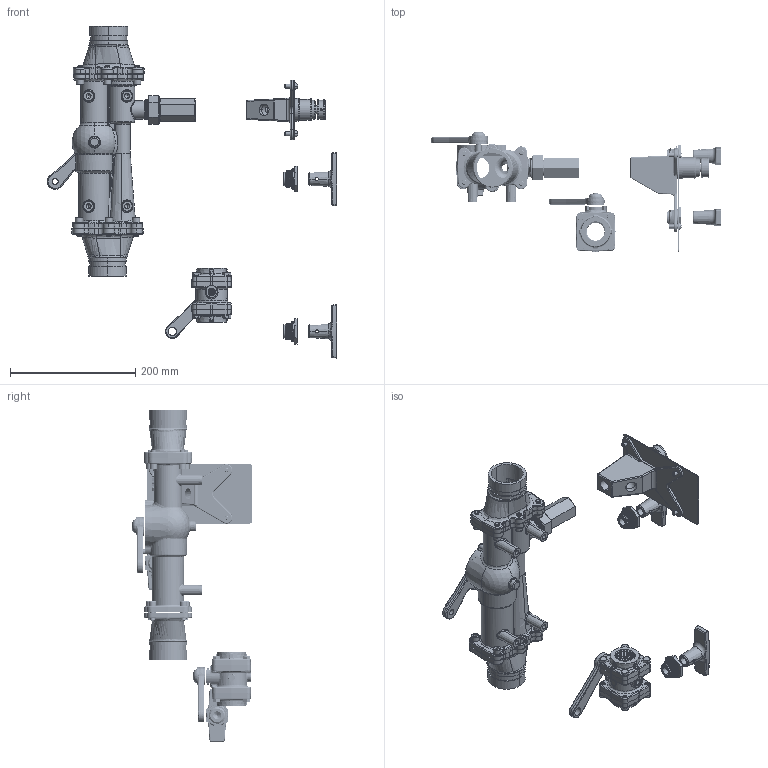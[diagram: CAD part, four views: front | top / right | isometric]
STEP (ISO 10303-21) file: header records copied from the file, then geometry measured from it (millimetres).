
FILE_DESCRIPTION (( 'STEP AP203' ), '1' );
FILE_NAME ('240-P_60-90-125.STEP', '2012-09-18T17:45:37', ( '' ), ( '' ), 'SwSTEP 2.0', 'SolidWorks 2012', '' );
FILE_SCHEMA (( 'CONFIG_CONTROL_DESIGN' ));
Products named in the file (37): 240-P_60-90-125; Products.Foam Eductors.240-240-P240-P By-Pass Eductor Pumper240-P 95 (03971701)30NULL; Release.Details 60000 - 64999-Details 60000 - 649990.312-18 X 0.875 SOC CAP SCR SS6107900040NULL; Release-Details 10000 - 14999Adapter - Victaulic Inlet _ Outlet 240-P1049600110NULL; Hardware.Screws-Machine ScrewsScrew-Mach (10-32 x 0.375-lg) Soc Hd Cap SS6379500010NULL; Release-Details 35000 - 39999Handle - Remote (3.5 CD)3616600110NULL; Release-Details 35000 - 39999Handle -T-3629800110NULL; Products.Foam Eductors.240-240-P775-11 Rod Guide Sub-Assy775-11 (03953004)30NULL; Release-Details 10000 - 14999Adapter - Panel (Rod Guide)1078400410NULL; Release-Details 15000 - 19999Bushing for 775-111665300110NULL; Release-Details 45000 - 49999Nut - Conduit 0.7504741300010NULL; Products.Valves.2800_800 Series-890890 01-01-D Ball Valve Assy890 01-01-D (01626501)20NULL; Release-Details 50000 - 54999Plate - Stop5181300110NULL; Release-Details 15000 - 19999Body - Valve 1.01632700110NULL; Hardware.Screws-Machine ScrewsScrew-Mach (0.250-20 x 0.750-lg) Hex Hd6114400010NULL; Products.Valves.2900 Series-Elkhart EndcapsCap - End (01) 1.0 NPTF2007600110NULL; Hardware.Screws-Machine ScrewsScrew-Mach (10-24 x 0.500-lg) Soc Hd Cap Steel61036000B20NULL; Release.Details 70000 - 74999-Details 70000 - 74999Washer-Handle (Brass)7108200020NULL; Release-Details 35000 - 39999Handle Remote - D Style3600400110NULL; Release-Details 50000 - 54999Plate - Eductor Instruction51794XXX (for Website Only)10NULL; Hardware.Screws-Machine ScrewsScrew-Mach (0.250-20 x 0.625-lg) Rd Hd6118100510NULL; Release.Details 80000 - 84999-Details 80000 - 8499995GPM Metering Body Sub 240-P80775001120NULL; Release-Details 40000 - 44999Knob - Metering4202700150NULL; Release-Details 35000 - 39999Notched Insert 95GPM3910200110NULL; Release-Details 15000 - 19999Holder - Stem1617900110NULL; Release-Details 15000 - 19999Body - Metering (241-P)1706700130NULL; Release-Details 60000 - 64999Metering Stem6189400110NULL; Release-Details 35000 - 39999Instruction Plate 240 24139072000 (For Website Only)10NULL; Release.Details 80000 - 84999-Details 80000 - 84999Combination Adapter - Check Valve 240-P8060100120NULL; Release-Details 15000 - 19999Body - Check Valve1671400110NULL; Release-Details 45000 - 49999Nut - Connector4737400110NULL; Release-Details 10000 - 14999Adapter - Misc (Check Valve)1079700110NULL; Products.Foam Eductors.240-240-95 gpm240-95 GPM Eductor Body Sub-Assy8052100120NULL; Release-Details 50000 - 54999Plate - Cover5140100110NULL; Release-Details 55000 - 59999Ring - Lock _ Valve Seat5726700110NULL; Release-Details 35000 - 3999990GPM Inlet Insert3902700120NULL; Products.Foam Eductors.240-240-95 gpmBody - Eductor 240-951706400120NULL
Assembly tree (64 placements, depth 4):
  240-P_60-90-125
    Products.Foam Eductors.240-240-P240-P By-Pass Eductor Pumper240-P 95 (03971701)30NULL
      Products.Foam Eductors.240-240-95 gpm240-95 GPM Eductor Body Sub-Assy8052100120NULL
        Products.Foam Eductors.240-240-95 gpmBody - Eductor 240-951706400120NULL
        Release-Details 35000 - 3999990GPM Inlet Insert3902700120NULL
        Release-Details 55000 - 59999Ring - Lock _ Valve Seat5726700110NULL
        Release-Details 50000 - 54999Plate - Cover5140100110NULL
      Release.Details 80000 - 84999-Details 80000 - 84999Combination Adapter - Check Valve 240-P8060100120NULL
        Release-Details 10000 - 14999Adapter - Misc (Check Valve)1079700110NULL
        Release-Details 45000 - 49999Nut - Connector4737400110NULL
        Release-Details 15000 - 19999Body - Check Valve1671400110NULL
      Release.Details 80000 - 84999-Details 80000 - 8499995GPM Metering Body Sub 240-P80775001120NULL
        Release-Details 35000 - 39999Instruction Plate 240 24139072000 (For Website Only)10NULL
        Release-Details 60000 - 64999Metering Stem6189400110NULL
        Release-Details 15000 - 19999Body - Metering (241-P)1706700130NULL
        Release-Details 15000 - 19999Holder - Stem1617900110NULL
        Release-Details 35000 - 39999Notched Insert 95GPM3910200110NULL
        Release-Details 40000 - 44999Knob - Metering4202700150NULL
      Hardware.Screws-Machine ScrewsScrew-Mach (0.250-20 x 0.625-lg) Rd Hd6118100510NULL  x4
      Release-Details 50000 - 54999Plate - Eductor Instruction51794XXX (for Website Only)10NULL
      Products.Valves.2800_800 Series-890890 01-01-D Ball Valve Assy890 01-01-D (01626501)20NULL
        Release-Details 35000 - 39999Handle Remote - D Style3600400110NULL
        Release.Details 70000 - 74999-Details 70000 - 74999Washer-Handle (Brass)7108200020NULL
        Hardware.Screws-Machine ScrewsScrew-Mach (10-24 x 0.500-lg) Soc Hd Cap Steel61036000B20NULL
        Products.Valves.2900 Series-Elkhart EndcapsCap - End (01) 1.0 NPTF2007600110NULL  x2
        Hardware.Screws-Machine ScrewsScrew-Mach (0.250-20 x 0.750-lg) Hex Hd6114400010NULL  x8
        Release-Details 15000 - 19999Body - Valve 1.01632700110NULL
        Release-Details 50000 - 54999Plate - Stop5181300110NULL  x2
      Products.Foam Eductors.240-240-P775-11 Rod Guide Sub-Assy775-11 (03953004)30NULL  x2
        Release-Details 45000 - 49999Nut - Conduit 0.7504741300010NULL
        Release-Details 15000 - 19999Bushing for 775-111665300110NULL
        Release-Details 10000 - 14999Adapter - Panel (Rod Guide)1078400410NULL
      Release-Details 35000 - 39999Handle -T-3629800110NULL  x2
      Release-Details 35000 - 39999Handle - Remote (3.5 CD)3616600110NULL
      Hardware.Screws-Machine ScrewsScrew-Mach (10-24 x 0.500-lg) Soc Hd Cap Steel61036000B20NULL
      Release.Details 70000 - 74999-Details 70000 - 74999Washer-Handle (Brass)7108200020NULL
      Hardware.Screws-Machine ScrewsScrew-Mach (10-32 x 0.375-lg) Soc Hd Cap SS6379500010NULL
      Release-Details 10000 - 14999Adapter - Victaulic Inlet _ Outlet 240-P1049600110NULL  x2
      Release.Details 60000 - 64999-Details 60000 - 649990.312-18 X 0.875 SOC CAP SCR SS6107900040NULL  x12
Bounding box: 462.85 x 192.97 x 530.85 mm (x, y, z)
Volume: 1192589.6 mm3; surface area: 497946.7 mm2
Topology: 60 solids, 60 shells, 3477 faces, 8377 edges, 5070 vertices
Faces by surface type: cylinder 1044, plane 1003, bspline 843, cone 347, torus 188, sphere 52
Entity records: 141607 total; most frequent: CARTESIAN_POINT 84574, ORIENTED_EDGE 11956, DIRECTION 9229, EDGE_CURVE 5978, VERTEX_POINT 3680, AXIS2_PLACEMENT_3D 3656, EDGE_LOOP 2738, ADVANCED_FACE 2472
